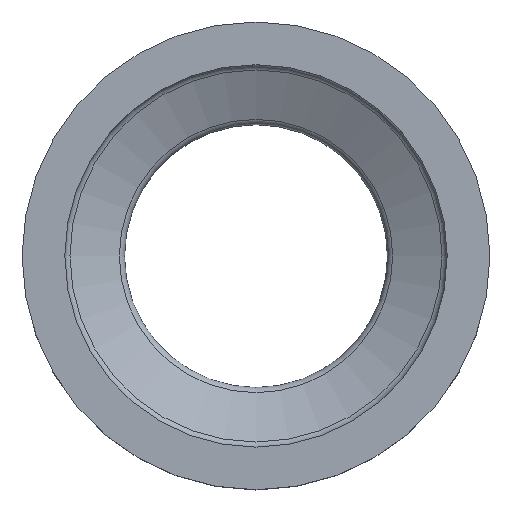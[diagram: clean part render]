
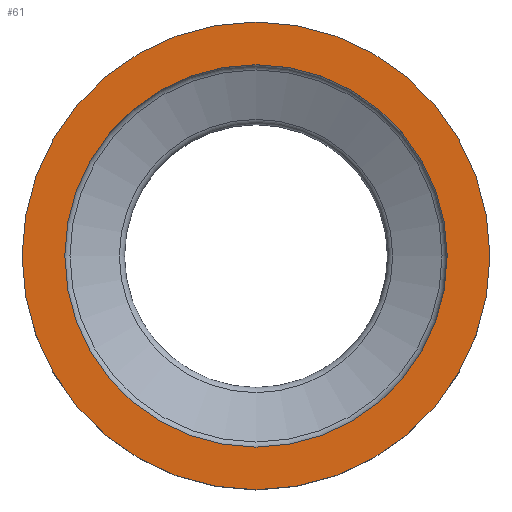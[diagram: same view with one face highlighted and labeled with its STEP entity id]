
A CAD part, top view. The second image highlights one B-rep face of the part: STEP entity #61.
In plain terms, the highlighted planar face has unit normal (0, 0, 1).
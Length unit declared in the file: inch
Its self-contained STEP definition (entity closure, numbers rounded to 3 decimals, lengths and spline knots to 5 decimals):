
#54 = DIRECTION ( 'NONE',  ( 1., 0., 0. ) ) ;
#61 = ADVANCED_FACE ( 'NONE', ( #297, #284 ), #303, .F. ) ;
#64 = ORIENTED_EDGE ( 'NONE', *, *, #241, .F. ) ;
#76 = DIRECTION ( 'NONE',  ( -1., 0., 0. ) ) ;
#81 = EDGE_LOOP ( 'NONE', ( #176 ) ) ;
#85 = AXIS2_PLACEMENT_3D ( 'NONE', #182, #295, #54 ) ;
#90 = DIRECTION ( 'NONE',  ( 1., 0., 0. ) ) ;
#94 = VERTEX_POINT ( 'NONE', #161 ) ;
#103 = DIRECTION ( 'NONE',  ( 0., 0., 1. ) ) ;
#161 = CARTESIAN_POINT ( 'NONE',  ( 3.15, 0., 0. ) ) ;
#167 = AXIS2_PLACEMENT_3D ( 'NONE', #282, #103, #90 ) ;
#168 = AXIS2_PLACEMENT_3D ( 'NONE', #281, #246, #76 ) ;
#176 = ORIENTED_EDGE ( 'NONE', *, *, #283, .T. ) ;
#182 = CARTESIAN_POINT ( 'NONE',  ( 0., 0., 0. ) ) ;
#184 = CARTESIAN_POINT ( 'NONE',  ( 2.575, 0., 0. ) ) ;
#185 = CIRCLE ( 'NONE', #85, 3.15 ) ;
#241 = EDGE_CURVE ( 'NONE', #286, #286, #272, .T. ) ;
#246 = DIRECTION ( 'NONE',  ( 0., 0., -1. ) ) ;
#255 = EDGE_LOOP ( 'NONE', ( #64 ) ) ;
#272 = CIRCLE ( 'NONE', #167, 2.575 ) ;
#281 = CARTESIAN_POINT ( 'NONE',  ( 0., 3.15, 0. ) ) ;
#282 = CARTESIAN_POINT ( 'NONE',  ( 0., 0., 0. ) ) ;
#283 = EDGE_CURVE ( 'NONE', #94, #94, #185, .T. ) ;
#284 = FACE_OUTER_BOUND ( 'NONE', #81, .T. ) ;
#286 = VERTEX_POINT ( 'NONE', #184 ) ;
#295 = DIRECTION ( 'NONE',  ( 0., 0., 1. ) ) ;
#297 = FACE_BOUND ( 'NONE', #255, .T. ) ;
#303 = PLANE ( 'NONE',  #168 ) ;
